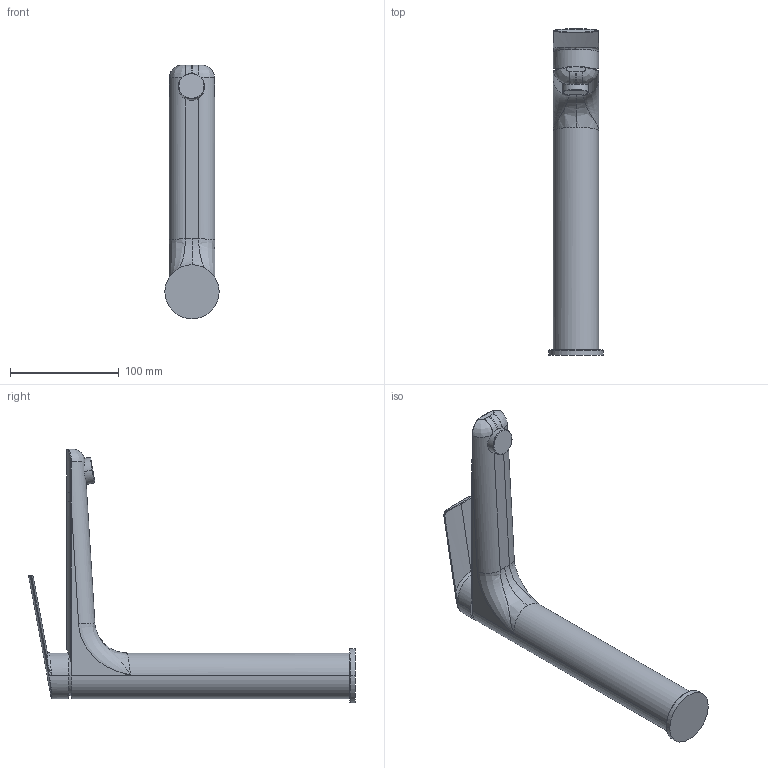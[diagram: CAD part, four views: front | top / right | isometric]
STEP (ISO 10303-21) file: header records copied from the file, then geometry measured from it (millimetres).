
FILE_DESCRIPTION((''),'2;1');
FILE_NAME('TAO0052_-_CON_AERATORE','2021-05-24T14:08:56',('Michela Ferrini'),(''),'CREO PARAMETRIC BY PTC INC, 2020281','CREO PARAMETRIC BY PTC INC, 2020281','');
FILE_SCHEMA(('CONFIG_CONTROL_DESIGN'));
Length unit declared in the file: millimetre
Products named in the file (1): TAO0052_-_CON_AERATORE
Bounding box: 50 x 300.97 x 234 mm (x, y, z)
Volume: 563684.2 mm3; surface area: 69347.4 mm2
Topology: 1 solids, 1 shells, 104 faces, 283 edges, 180 vertices
Faces by surface type: cylinder 36, bspline 28, plane 18, torus 15, cone 3, revolution 2, extrusion 2
Entity records: 4825 total; most frequent: CARTESIAN_POINT 2437, ORIENTED_EDGE 558, DIRECTION 391, EDGE_CURVE 279, VERTEX_POINT 180, AXIS2_PLACEMENT_3D 162, B_SPLINE_CURVE_WITH_KNOTS 131, EDGE_LOOP 107
